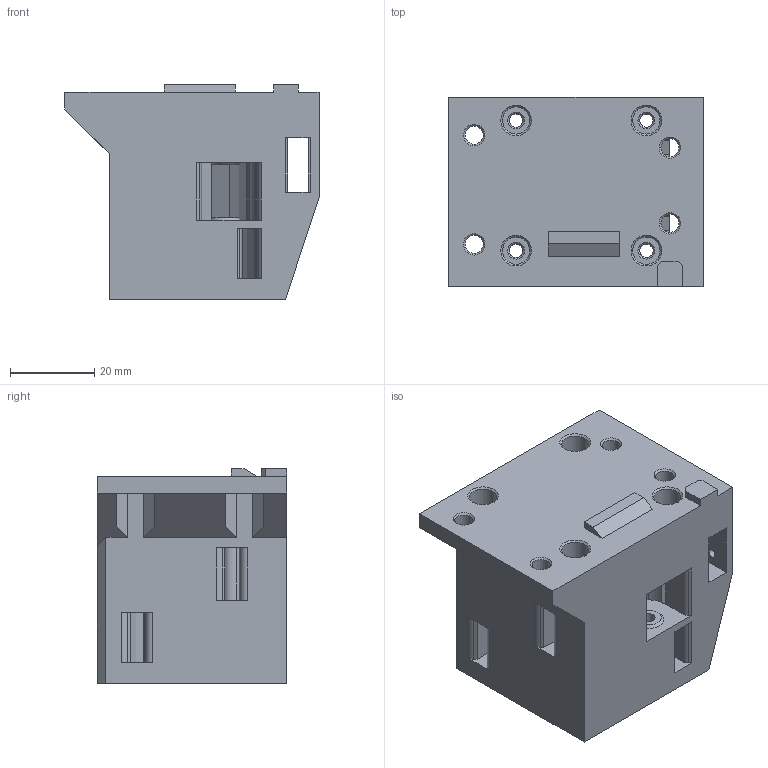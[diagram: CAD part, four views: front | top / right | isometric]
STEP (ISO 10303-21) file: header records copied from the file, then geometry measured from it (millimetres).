
FILE_DESCRIPTION(('STEP AP242'), '1');
FILE_NAME('V09-01-03-01 - W axis drive body', '2024-07-07T12:21:13', (''), (''), 'C3D Converter', 'C3D Toolkit', '');
FILE_SCHEMA(('AP242_MANAGED_MODEL_BASED_3D_ENGINEERING_MIM_LF { 1 0 10303 442 1 1 4 }'));
Length unit declared in the file: millimetre
Products named in the file (1): V09-01-03-01 - W axis drive body
Bounding box: 60.5 x 45 x 51.1 mm (x, y, z)
Volume: 64926 mm3; surface area: 22423.1 mm2
Topology: 1 solids, 1 shells, 165 faces, 470 edges, 314 vertices
Faces by surface type: plane 106, cylinder 41, cone 18
Full cylindrical faces by diameter (mm): 2 x4, 2.7 x1, 3.1 x1, 3.2 x4, 4.3 x4, 6 x1, 6.5 x4
Entity records: 6641 total; most frequent: CARTESIAN_POINT 911, DIRECTION 908, ORIENTED_EDGE 862, EDGE_CURVE 431, VERTEX_POINT 314, AXIS2_PLACEMENT_3D 311, LINE 286, VECTOR 286
